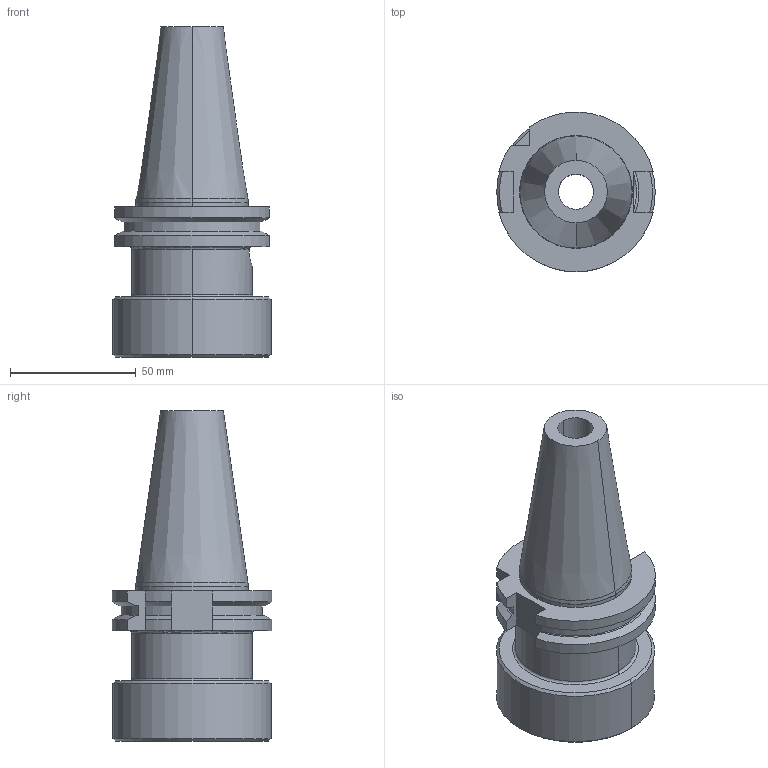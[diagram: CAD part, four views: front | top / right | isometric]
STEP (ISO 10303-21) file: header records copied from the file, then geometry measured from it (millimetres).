
FILE_DESCRIPTION((''),'2;1');
FILE_NAME('8432906379','2022-02-16T14:41:51',('thiemer'),(''),'CREO PARAMETRIC BY PTC INC, 2021164','CREO PARAMETRIC BY PTC INC, 2021164','');
FILE_SCHEMA(('AUTOMOTIVE_DESIGN { 1 0 10303 214 1 1 1 1 }'));
Length unit declared in the file: millimetre
Products named in the file (1): 8432906379
Bounding box: 63 x 63.54 x 131.4 mm (x, y, z)
Volume: 183334.6 mm3; surface area: 33761.4 mm2
Topology: 1 solids, 1 shells, 61 faces, 154 edges, 99 vertices
Faces by surface type: plane 22, cylinder 22, cone 14, torus 3
Entity records: 2699 total; most frequent: CARTESIAN_POINT 435, DIRECTION 364, ORIENTED_EDGE 308, PRESENTATION_STYLE_ASSIGNMENT 167, STYLED_ITEM 167, CURVE_STYLE 166, EDGE_CURVE 154, AXIS2_PLACEMENT_3D 141
